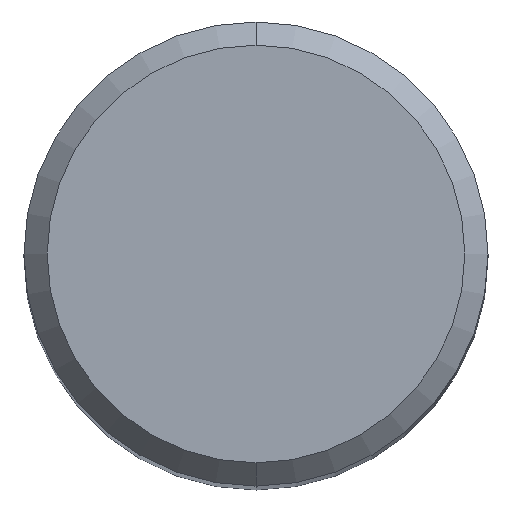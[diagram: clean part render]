
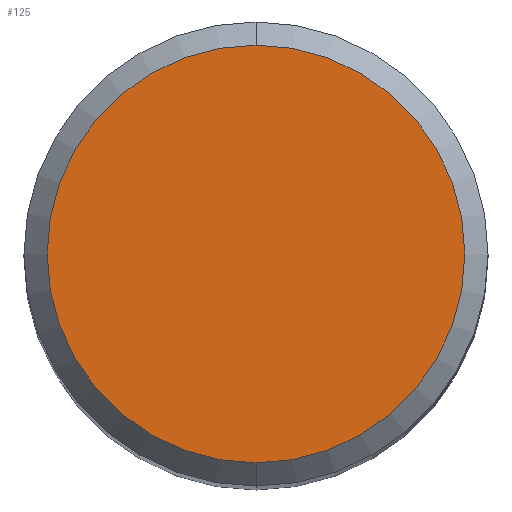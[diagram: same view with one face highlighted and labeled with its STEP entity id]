
A CAD part, top view. The second image highlights one B-rep face of the part: STEP entity #125.
In plain terms, the highlighted planar face has unit normal (0, 0, 1).
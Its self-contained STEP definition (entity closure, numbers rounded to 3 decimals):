
#99=VERTEX_POINT('',#250);
#101=VERTEX_POINT('',#252);
#125=ADVANCED_FACE('',(#277),#278,.T.);
#169=EDGE_CURVE('',#101,#99,#328,.T.);
#211=EDGE_CURVE('',#99,#101,#375,.T.);
#250=CARTESIAN_POINT('',(0.0,5.4,0.0));
#252=CARTESIAN_POINT('',(0.,-5.4,0.0));
#277=FACE_OUTER_BOUND('',#448,.T.);
#278=PLANE('',#449);
#328=CIRCLE('',#513,5.4);
#375=CIRCLE('',#575,5.4);
#448=EDGE_LOOP('',(#621,#622));
#449=AXIS2_PLACEMENT_3D('',#623,#624,#625);
#513=AXIS2_PLACEMENT_3D('',#696,#697,#698);
#575=AXIS2_PLACEMENT_3D('',#753,#754,#755);
#621=ORIENTED_EDGE('',*,*,#211,.F.);
#622=ORIENTED_EDGE('',*,*,#169,.F.);
#623=CARTESIAN_POINT('',(0.0,2.7,0.0));
#624=DIRECTION('',(-0.0,0.0,1.0));
#625=DIRECTION('',(0.0,-1.0,0.0));
#696=CARTESIAN_POINT('',(0.0,0.0,0.0));
#697=DIRECTION('',(0.0,0.0,-1.0));
#698=DIRECTION('',(0.0,1.0,0.0));
#753=CARTESIAN_POINT('',(0.0,0.0,0.0));
#754=DIRECTION('',(0.0,0.0,-1.0));
#755=DIRECTION('',(0.0,1.0,0.0));
